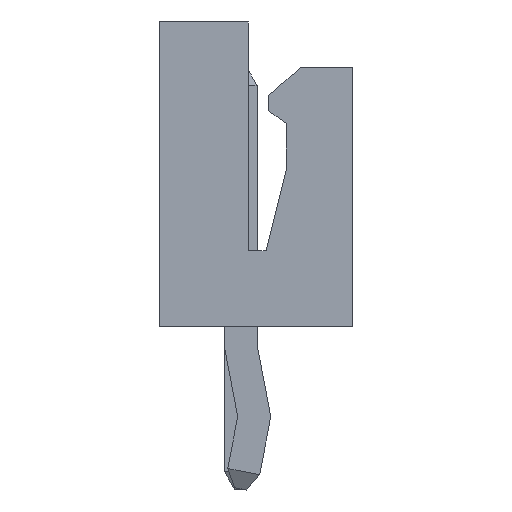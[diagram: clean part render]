
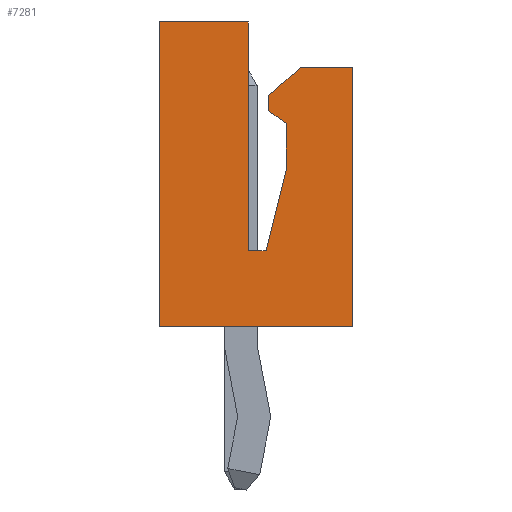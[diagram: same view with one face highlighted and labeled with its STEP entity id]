
A CAD part, left-side view. The second image highlights one B-rep face of the part: STEP entity #7281.
In plain terms, the highlighted planar face has unit normal (-1, 0, 0).
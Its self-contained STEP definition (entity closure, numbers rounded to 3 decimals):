
#502=ORIENTED_EDGE('',*,*,#1793,.F.);
#503=ORIENTED_EDGE('',*,*,#1790,.T.);
#504=ORIENTED_EDGE('',*,*,#1794,.F.);
#505=ORIENTED_EDGE('',*,*,#1748,.F.);
#506=ORIENTED_EDGE('',*,*,#1784,.T.);
#507=ORIENTED_EDGE('',*,*,#1795,.F.);
#508=ORIENTED_EDGE('',*,*,#1796,.F.);
#509=ORIENTED_EDGE('',*,*,#1797,.F.);
#510=ORIENTED_EDGE('',*,*,#1798,.F.);
#511=ORIENTED_EDGE('',*,*,#1799,.F.);
#512=ORIENTED_EDGE('',*,*,#1800,.F.);
#513=ORIENTED_EDGE('',*,*,#1801,.F.);
#1748=EDGE_CURVE('',#2402,#2403,#2934,.T.);
#1784=EDGE_CURVE('',#2402,#2437,#2970,.T.);
#1790=EDGE_CURVE('',#2444,#2443,#2976,.T.);
#1793=EDGE_CURVE('',#2444,#2446,#2979,.T.);
#1794=EDGE_CURVE('',#2403,#2443,#2980,.T.);
#1795=EDGE_CURVE('',#2447,#2437,#2981,.T.);
#1796=EDGE_CURVE('',#2448,#2447,#2982,.T.);
#1797=EDGE_CURVE('',#2449,#2448,#2983,.T.);
#1798=EDGE_CURVE('',#2450,#2449,#2984,.T.);
#1799=EDGE_CURVE('',#2451,#2450,#2985,.T.);
#1800=EDGE_CURVE('',#2452,#2451,#2986,.T.);
#1801=EDGE_CURVE('',#2446,#2452,#2987,.T.);
#2402=VERTEX_POINT('',#9634);
#2403=VERTEX_POINT('',#9636);
#2437=VERTEX_POINT('',#9706);
#2443=VERTEX_POINT('',#9719);
#2444=VERTEX_POINT('',#9721);
#2446=VERTEX_POINT('',#9727);
#2447=VERTEX_POINT('',#9730);
#2448=VERTEX_POINT('',#9732);
#2449=VERTEX_POINT('',#9734);
#2450=VERTEX_POINT('',#9736);
#2451=VERTEX_POINT('',#9738);
#2452=VERTEX_POINT('',#9740);
#2934=LINE('',#9635,#3652);
#2970=LINE('',#9707,#3688);
#2976=LINE('',#9720,#3694);
#2979=LINE('',#9726,#3697);
#2980=LINE('',#9728,#3698);
#2981=LINE('',#9729,#3699);
#2982=LINE('',#9731,#3700);
#2983=LINE('',#9733,#3701);
#2984=LINE('',#9735,#3702);
#2985=LINE('',#9737,#3703);
#2986=LINE('',#9739,#3704);
#2987=LINE('',#9741,#3705);
#3652=VECTOR('',#8244,1000.);
#3688=VECTOR('',#8282,1000.);
#3694=VECTOR('',#8290,1000.);
#3697=VECTOR('',#8295,1000.);
#3698=VECTOR('',#8296,1000.);
#3699=VECTOR('',#8297,1000.);
#3700=VECTOR('',#8298,1000.);
#3701=VECTOR('',#8299,1000.);
#3702=VECTOR('',#8300,1000.);
#3703=VECTOR('',#8301,1000.);
#3704=VECTOR('',#8302,1000.);
#3705=VECTOR('',#8303,1000.);
#4255=EDGE_LOOP('',(#502,#503,#504,#505,#506,#507,#508,#509,#510,#511,#512,
#513));
#4571=FACE_BOUND('',#4255,.T.);
#4879=PLANE('',#7612);
#7281=ADVANCED_FACE('',(#4571),#4879,.T.);
#7612=AXIS2_PLACEMENT_3D('',#9725,#8293,#8294);
#8244=DIRECTION('',(0.,1.,0.));
#8282=DIRECTION('',(0.,0.,1.));
#8290=DIRECTION('',(0.,1.,0.));
#8293=DIRECTION('',(-1.,0.,0.));
#8294=DIRECTION('',(0.,0.,1.));
#8295=DIRECTION('',(0.,0.,-1.));
#8296=DIRECTION('',(0.,0.,1.));
#8297=DIRECTION('',(0.,-1.,0.));
#8298=DIRECTION('',(0.,-0.748,0.664));
#8299=DIRECTION('',(0.,0.,1.));
#8300=DIRECTION('',(0.,0.814,0.581));
#8301=DIRECTION('',(0.,0.,1.));
#8302=DIRECTION('',(0.,-0.243,0.97));
#8303=DIRECTION('',(0.,-1.,0.));
#9634=CARTESIAN_POINT('',(-11.25,-1.9,-3.));
#9635=CARTESIAN_POINT('',(-11.25,-1.9,-3.));
#9636=CARTESIAN_POINT('',(-11.25,1.9,-3.));
#9706=CARTESIAN_POINT('',(-11.25,-1.9,2.1));
#9707=CARTESIAN_POINT('',(-11.25,-1.9,-3.));
#9719=CARTESIAN_POINT('',(-11.25,1.9,3.));
#9720=CARTESIAN_POINT('',(-11.25,-1.9,3.));
#9721=CARTESIAN_POINT('',(-11.25,0.15,3.));
#9725=CARTESIAN_POINT('',(-11.25,-1.9,-3.));
#9726=CARTESIAN_POINT('',(-11.25,0.15,-1.5));
#9727=CARTESIAN_POINT('',(-11.25,0.15,-1.5));
#9728=CARTESIAN_POINT('',(-11.25,1.9,-3.));
#9729=CARTESIAN_POINT('',(-11.25,-0.87,2.1));
#9730=CARTESIAN_POINT('',(-11.25,-0.87,2.1));
#9731=CARTESIAN_POINT('',(-11.25,-0.25,1.55));
#9732=CARTESIAN_POINT('',(-11.25,-0.25,1.55));
#9733=CARTESIAN_POINT('',(-11.25,-0.25,1.55));
#9734=CARTESIAN_POINT('',(-11.25,-0.25,1.25));
#9735=CARTESIAN_POINT('',(-11.25,-0.25,1.25));
#9736=CARTESIAN_POINT('',(-11.25,-0.6,1.));
#9737=CARTESIAN_POINT('',(-11.25,-0.6,1.));
#9738=CARTESIAN_POINT('',(-11.25,-0.6,0.1));
#9739=CARTESIAN_POINT('',(-11.25,-0.2,-1.5));
#9740=CARTESIAN_POINT('',(-11.25,-0.2,-1.5));
#9741=CARTESIAN_POINT('',(-11.25,0.15,-1.5));
